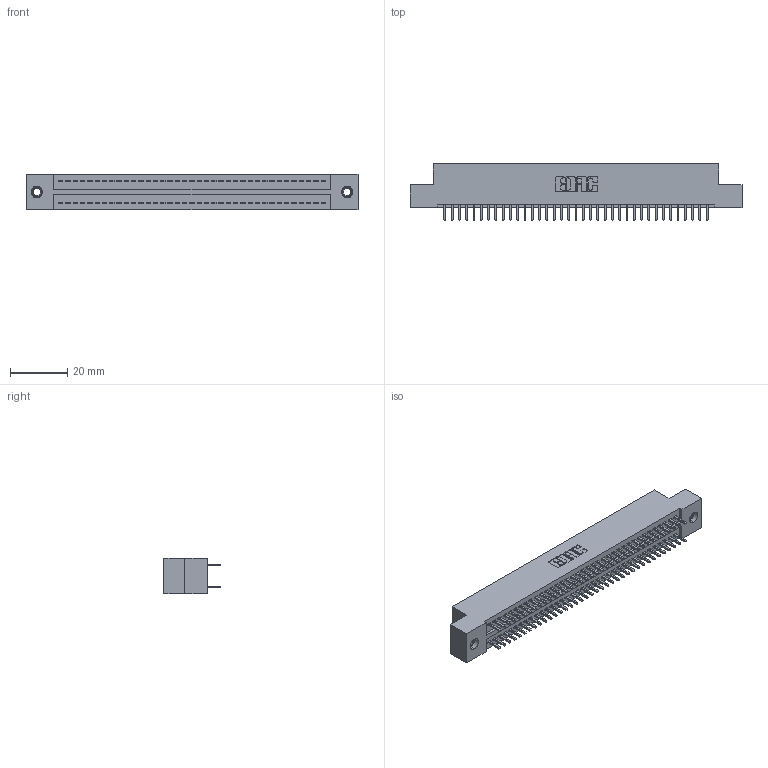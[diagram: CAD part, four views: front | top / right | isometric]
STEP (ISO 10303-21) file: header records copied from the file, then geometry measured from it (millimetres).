
FILE_DESCRIPTION (( 'STEP AP203' ), '1' );
FILE_NAME ('325-074-520-207.STEP', '2020-02-25T04:05:00', ( '' ), ( '' ), 'SwSTEP 2.0', 'SolidWorks 2016', '' );
FILE_SCHEMA (( 'CONFIG_CONTROL_DESIGN' ));
Length unit declared in the file: inch
Products named in the file (4): 345-250-001_345-250-005-103; 325-292-001_325-293-120; 325 Part_TI; 325-074-520-207
Assembly tree (77 placements, depth 2):
  325-074-520-207
    325 Part_TI
    325-292-001_325-293-120  x74
    345-250-001_345-250-005-103  x2
Bounding box: 115.7 x 19.68 x 12.45 mm (x, y, z)
Volume: 14866.5 mm3; surface area: 17752.1 mm2
Topology: 77 solids, 77 shells, 4022 faces, 11917 edges, 7838 vertices
Faces by surface type: plane 2766, cylinder 1240, cone 12, torus 4
Entity records: 25654 total; most frequent: CARTESIAN_POINT 4241, ORIENTED_EDGE 4170, DIRECTION 3663, EDGE_CURVE 2085, VECTOR 1937, LINE 1937, VERTEX_POINT 1384, AXIS2_PLACEMENT_3D 863
